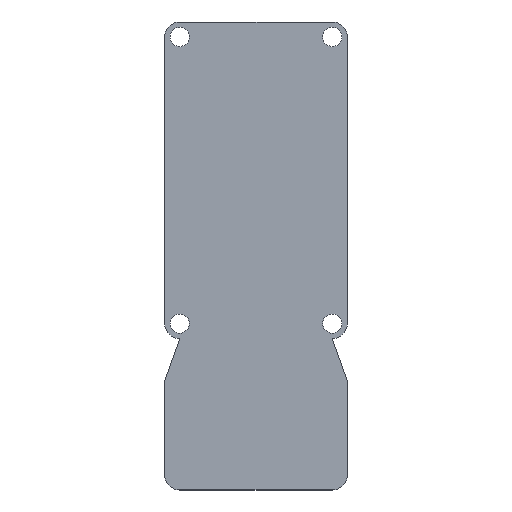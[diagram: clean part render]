
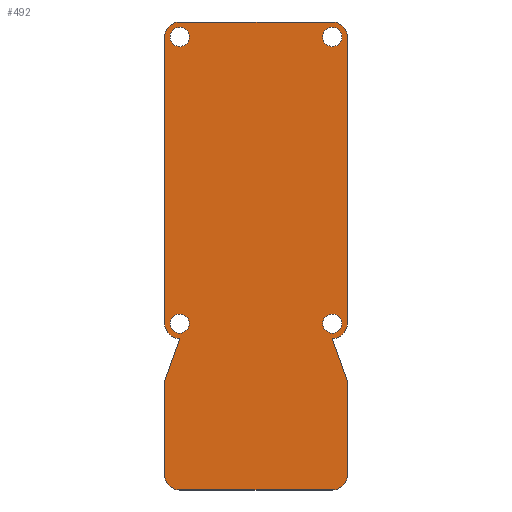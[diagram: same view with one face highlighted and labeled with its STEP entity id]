
A CAD part, top view. The second image highlights one B-rep face of the part: STEP entity #492.
In plain terms, the highlighted planar face has unit normal (0, 0, 1).
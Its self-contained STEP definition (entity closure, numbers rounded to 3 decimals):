
#19=FACE_BOUND('',#85,.T.);
#20=FACE_BOUND('',#86,.T.);
#21=FACE_BOUND('',#87,.T.);
#22=FACE_BOUND('',#88,.T.);
#32=PLANE('',#568);
#56=FACE_OUTER_BOUND('',#84,.T.);
#84=EDGE_LOOP('',(#429,#430,#431,#432,#433,#434,#435,#436,#437,#438,#439,
#440,#441,#442,#443,#444,#445,#446));
#85=EDGE_LOOP('',(#447,#448));
#86=EDGE_LOOP('',(#449,#450));
#87=EDGE_LOOP('',(#451,#452));
#88=EDGE_LOOP('',(#453,#454));
#93=LINE('',#736,#131);
#103=LINE('',#785,#141);
#109=LINE('',#805,#147);
#112=LINE('',#810,#150);
#115=LINE('',#818,#153);
#118=LINE('',#827,#156);
#121=LINE('',#836,#159);
#126=LINE('',#862,#164);
#131=VECTOR('',#583,10.);
#141=VECTOR('',#627,10.);
#147=VECTOR('',#651,10.);
#150=VECTOR('',#656,10.);
#153=VECTOR('',#665,10.);
#156=VECTOR('',#674,10.);
#159=VECTOR('',#687,10.);
#164=VECTOR('',#718,10.);
#165=CIRCLE('',#514,0.5);
#180=CIRCLE('',#532,0.5);
#181=CIRCLE('',#535,0.5);
#182=CIRCLE('',#537,0.5);
#183=CIRCLE('',#539,6.4);
#184=CIRCLE('',#541,6.4);
#185=CIRCLE('',#545,6.4);
#186=CIRCLE('',#548,6.4);
#187=CIRCLE('',#551,6.4);
#188=CIRCLE('',#553,6.4);
#189=CIRCLE('',#556,4.1);
#190=CIRCLE('',#557,4.1);
#191=CIRCLE('',#559,4.1);
#192=CIRCLE('',#560,4.1);
#193=CIRCLE('',#562,4.1);
#194=CIRCLE('',#563,4.1);
#195=CIRCLE('',#565,4.1);
#196=CIRCLE('',#566,4.1);
#197=VERTEX_POINT('',#723);
#198=VERTEX_POINT('',#724);
#202=VERTEX_POINT('',#734);
#222=VERTEX_POINT('',#778);
#223=VERTEX_POINT('',#780);
#224=VERTEX_POINT('',#784);
#225=VERTEX_POINT('',#788);
#226=VERTEX_POINT('',#792);
#227=VERTEX_POINT('',#796);
#228=VERTEX_POINT('',#800);
#229=VERTEX_POINT('',#804);
#230=VERTEX_POINT('',#808);
#231=VERTEX_POINT('',#812);
#232=VERTEX_POINT('',#816);
#233=VERTEX_POINT('',#820);
#234=VERTEX_POINT('',#821);
#235=VERTEX_POINT('',#826);
#236=VERTEX_POINT('',#832);
#237=VERTEX_POINT('',#838);
#238=VERTEX_POINT('',#839);
#239=VERTEX_POINT('',#844);
#240=VERTEX_POINT('',#845);
#241=VERTEX_POINT('',#850);
#242=VERTEX_POINT('',#851);
#243=VERTEX_POINT('',#856);
#244=VERTEX_POINT('',#857);
#245=EDGE_CURVE('',#197,#198,#165,.T.);
#251=EDGE_CURVE('',#197,#202,#93,.T.);
#273=EDGE_CURVE('',#222,#223,#180,.T.);
#275=EDGE_CURVE('',#224,#223,#103,.T.);
#277=EDGE_CURVE('',#225,#202,#181,.T.);
#279=EDGE_CURVE('',#224,#226,#182,.T.);
#281=EDGE_CURVE('',#227,#226,#183,.T.);
#284=EDGE_CURVE('',#225,#228,#184,.T.);
#285=EDGE_CURVE('',#227,#229,#109,.T.);
#288=EDGE_CURVE('',#230,#228,#112,.T.);
#289=EDGE_CURVE('',#229,#231,#185,.T.);
#292=EDGE_CURVE('',#232,#222,#115,.T.);
#293=EDGE_CURVE('',#233,#234,#186,.T.);
#296=EDGE_CURVE('',#234,#235,#118,.T.);
#298=EDGE_CURVE('',#235,#232,#187,.T.);
#299=EDGE_CURVE('',#236,#230,#188,.T.);
#301=EDGE_CURVE('',#198,#233,#121,.T.);
#302=EDGE_CURVE('',#237,#238,#189,.T.);
#303=EDGE_CURVE('',#238,#237,#190,.T.);
#305=EDGE_CURVE('',#239,#240,#191,.T.);
#306=EDGE_CURVE('',#240,#239,#192,.T.);
#308=EDGE_CURVE('',#241,#242,#193,.T.);
#309=EDGE_CURVE('',#242,#241,#194,.T.);
#311=EDGE_CURVE('',#243,#244,#195,.T.);
#312=EDGE_CURVE('',#244,#243,#196,.T.);
#314=EDGE_CURVE('',#231,#236,#126,.T.);
#429=ORIENTED_EDGE('',*,*,#245,.F.);
#430=ORIENTED_EDGE('',*,*,#251,.T.);
#431=ORIENTED_EDGE('',*,*,#277,.F.);
#432=ORIENTED_EDGE('',*,*,#284,.T.);
#433=ORIENTED_EDGE('',*,*,#288,.F.);
#434=ORIENTED_EDGE('',*,*,#299,.F.);
#435=ORIENTED_EDGE('',*,*,#314,.F.);
#436=ORIENTED_EDGE('',*,*,#289,.F.);
#437=ORIENTED_EDGE('',*,*,#285,.F.);
#438=ORIENTED_EDGE('',*,*,#281,.T.);
#439=ORIENTED_EDGE('',*,*,#279,.F.);
#440=ORIENTED_EDGE('',*,*,#275,.T.);
#441=ORIENTED_EDGE('',*,*,#273,.F.);
#442=ORIENTED_EDGE('',*,*,#292,.F.);
#443=ORIENTED_EDGE('',*,*,#298,.F.);
#444=ORIENTED_EDGE('',*,*,#296,.F.);
#445=ORIENTED_EDGE('',*,*,#293,.F.);
#446=ORIENTED_EDGE('',*,*,#301,.F.);
#447=ORIENTED_EDGE('',*,*,#302,.T.);
#448=ORIENTED_EDGE('',*,*,#303,.T.);
#449=ORIENTED_EDGE('',*,*,#305,.T.);
#450=ORIENTED_EDGE('',*,*,#306,.T.);
#451=ORIENTED_EDGE('',*,*,#308,.T.);
#452=ORIENTED_EDGE('',*,*,#309,.T.);
#453=ORIENTED_EDGE('',*,*,#311,.T.);
#454=ORIENTED_EDGE('',*,*,#312,.T.);
#492=ADVANCED_FACE('',(#56,#19,#20,#21,#22),#32,.T.);
#514=AXIS2_PLACEMENT_3D('',#725,#573,#574);
#532=AXIS2_PLACEMENT_3D('',#781,#622,#623);
#535=AXIS2_PLACEMENT_3D('',#789,#631,#632);
#537=AXIS2_PLACEMENT_3D('',#793,#636,#637);
#539=AXIS2_PLACEMENT_3D('',#797,#641,#642);
#541=AXIS2_PLACEMENT_3D('',#802,#647,#648);
#545=AXIS2_PLACEMENT_3D('',#813,#659,#660);
#548=AXIS2_PLACEMENT_3D('',#822,#668,#669);
#551=AXIS2_PLACEMENT_3D('',#830,#678,#679);
#553=AXIS2_PLACEMENT_3D('',#833,#682,#683);
#556=AXIS2_PLACEMENT_3D('',#840,#690,#691);
#557=AXIS2_PLACEMENT_3D('',#841,#692,#693);
#559=AXIS2_PLACEMENT_3D('',#846,#697,#698);
#560=AXIS2_PLACEMENT_3D('',#847,#699,#700);
#562=AXIS2_PLACEMENT_3D('',#852,#704,#705);
#563=AXIS2_PLACEMENT_3D('',#853,#706,#707);
#565=AXIS2_PLACEMENT_3D('',#858,#711,#712);
#566=AXIS2_PLACEMENT_3D('',#859,#713,#714);
#568=AXIS2_PLACEMENT_3D('',#863,#719,#720);
#573=DIRECTION('center_axis',(0.,0.,-1.));
#574=DIRECTION('ref_axis',(0.985,0.171,0.));
#583=DIRECTION('',(-0.337,0.942,0.));
#622=DIRECTION('center_axis',(0.,0.,-1.));
#623=DIRECTION('ref_axis',(-0.985,0.171,0.));
#627=DIRECTION('',(-0.337,-0.942,0.));
#631=DIRECTION('center_axis',(0.,0.,1.));
#632=DIRECTION('ref_axis',(-0.846,0.534,0.));
#636=DIRECTION('center_axis',(0.,0.,1.));
#637=DIRECTION('ref_axis',(0.846,0.534,0.));
#641=DIRECTION('center_axis',(0.,0.,1.));
#642=DIRECTION('ref_axis',(1.,0.,0.));
#647=DIRECTION('center_axis',(0.,0.,1.));
#648=DIRECTION('ref_axis',(0.,1.,0.));
#651=DIRECTION('',(0.,1.,0.));
#656=DIRECTION('',(0.,-1.,0.));
#659=DIRECTION('center_axis',(0.,0.,-1.));
#660=DIRECTION('ref_axis',(-0.707,0.707,0.));
#665=DIRECTION('',(0.,1.,0.));
#668=DIRECTION('center_axis',(0.,0.,-1.));
#669=DIRECTION('ref_axis',(0.707,-0.707,0.));
#674=DIRECTION('',(-1.,0.,0.));
#678=DIRECTION('center_axis',(0.,0.,-1.));
#679=DIRECTION('ref_axis',(-0.707,-0.707,0.));
#682=DIRECTION('center_axis',(0.,0.,-1.));
#683=DIRECTION('ref_axis',(0.707,0.707,0.));
#687=DIRECTION('',(0.,-1.,0.));
#690=DIRECTION('center_axis',(0.,0.,-1.));
#691=DIRECTION('ref_axis',(1.,0.,0.));
#692=DIRECTION('center_axis',(0.,0.,-1.));
#693=DIRECTION('ref_axis',(1.,0.,0.));
#697=DIRECTION('center_axis',(0.,0.,-1.));
#698=DIRECTION('ref_axis',(1.,0.,0.));
#699=DIRECTION('center_axis',(0.,0.,-1.));
#700=DIRECTION('ref_axis',(1.,0.,0.));
#704=DIRECTION('center_axis',(0.,0.,-1.));
#705=DIRECTION('ref_axis',(1.,0.,0.));
#706=DIRECTION('center_axis',(0.,0.,-1.));
#707=DIRECTION('ref_axis',(1.,0.,0.));
#711=DIRECTION('center_axis',(0.,0.,-1.));
#712=DIRECTION('ref_axis',(1.,0.,0.));
#713=DIRECTION('center_axis',(0.,0.,-1.));
#714=DIRECTION('ref_axis',(1.,0.,0.));
#718=DIRECTION('',(1.,0.,0.));
#719=DIRECTION('center_axis',(0.,0.,1.));
#720=DIRECTION('ref_axis',(1.,0.,0.));
#723=CARTESIAN_POINT('',(77.971,46.882,2.));
#724=CARTESIAN_POINT('',(78.,46.713,2.));
#725=CARTESIAN_POINT('Origin',(77.5,46.713,2.));
#734=CARTESIAN_POINT('',(71.826,64.067,2.));
#736=CARTESIAN_POINT('',(64.157,85.517,2.));
#778=CARTESIAN_POINT('',(0.,46.713,2.));
#780=CARTESIAN_POINT('',(0.029,46.882,2.));
#781=CARTESIAN_POINT('Origin',(0.5,46.713,2.));
#784=CARTESIAN_POINT('',(6.174,64.067,2.));
#785=CARTESIAN_POINT('',(10.643,76.567,2.));
#788=CARTESIAN_POINT('',(72.247,64.733,2.));
#789=CARTESIAN_POINT('Origin',(72.297,64.235,2.));
#792=CARTESIAN_POINT('',(5.753,64.733,2.));
#793=CARTESIAN_POINT('Origin',(5.703,64.235,2.));
#796=CARTESIAN_POINT('',(0.,71.1,2.));
#797=CARTESIAN_POINT('Origin',(6.4,71.1,2.));
#800=CARTESIAN_POINT('',(78.,71.1,2.));
#802=CARTESIAN_POINT('Origin',(71.6,71.1,2.));
#804=CARTESIAN_POINT('',(0.,193.6,2.));
#805=CARTESIAN_POINT('',(0.,200.,2.));
#808=CARTESIAN_POINT('',(78.,193.6,2.));
#810=CARTESIAN_POINT('',(78.,0.,2.));
#812=CARTESIAN_POINT('',(6.4,200.,2.));
#813=CARTESIAN_POINT('Origin',(6.4,193.6,2.));
#816=CARTESIAN_POINT('',(0.,6.4,2.));
#818=CARTESIAN_POINT('',(0.,200.,2.));
#820=CARTESIAN_POINT('',(78.,6.4,2.));
#821=CARTESIAN_POINT('',(71.6,0.,2.));
#822=CARTESIAN_POINT('Origin',(71.6,6.4,2.));
#826=CARTESIAN_POINT('',(6.4,0.,2.));
#827=CARTESIAN_POINT('',(0.,0.,2.));
#830=CARTESIAN_POINT('Origin',(6.4,6.4,2.));
#832=CARTESIAN_POINT('',(71.6,200.,2.));
#833=CARTESIAN_POINT('Origin',(71.6,193.6,2.));
#836=CARTESIAN_POINT('',(78.,0.,2.));
#838=CARTESIAN_POINT('',(75.7,193.6,2.));
#839=CARTESIAN_POINT('',(67.5,193.6,2.));
#840=CARTESIAN_POINT('Origin',(71.6,193.6,2.));
#841=CARTESIAN_POINT('Origin',(71.6,193.6,2.));
#844=CARTESIAN_POINT('',(10.5,193.6,2.));
#845=CARTESIAN_POINT('',(2.3,193.6,2.));
#846=CARTESIAN_POINT('Origin',(6.4,193.6,2.));
#847=CARTESIAN_POINT('Origin',(6.4,193.6,2.));
#850=CARTESIAN_POINT('',(10.5,71.1,2.));
#851=CARTESIAN_POINT('',(2.3,71.1,2.));
#852=CARTESIAN_POINT('Origin',(6.4,71.1,2.));
#853=CARTESIAN_POINT('Origin',(6.4,71.1,2.));
#856=CARTESIAN_POINT('',(75.7,71.1,2.));
#857=CARTESIAN_POINT('',(67.5,71.1,2.));
#858=CARTESIAN_POINT('Origin',(71.6,71.1,2.));
#859=CARTESIAN_POINT('Origin',(71.6,71.1,2.));
#862=CARTESIAN_POINT('',(78.,200.,2.));
#863=CARTESIAN_POINT('Origin',(39.,100.,2.));
